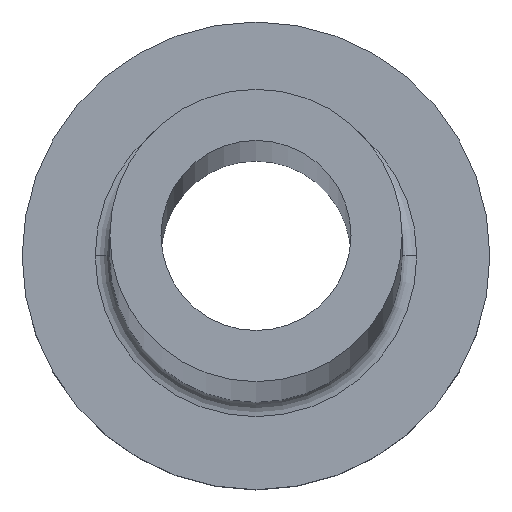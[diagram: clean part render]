
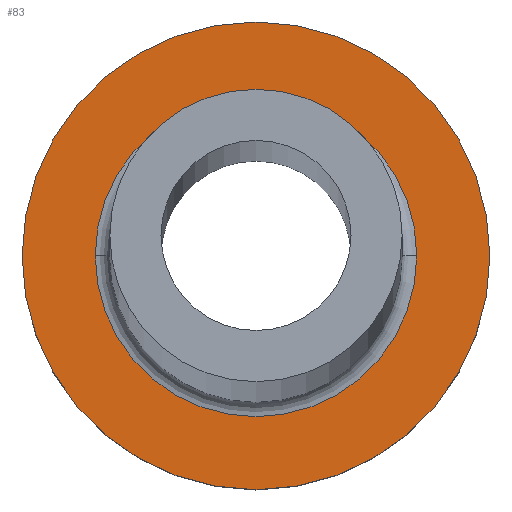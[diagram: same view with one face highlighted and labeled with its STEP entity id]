
A CAD part, top view. The second image highlights one B-rep face of the part: STEP entity #83.
In plain terms, the highlighted planar face has unit normal (0, 0, 1).
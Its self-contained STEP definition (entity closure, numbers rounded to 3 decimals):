
#27 = EDGE_CURVE ( 'NONE', #76, #145, #317, .T. ) ;
#49 = FACE_BOUND ( 'NONE', #189, .T. ) ;
#76 = VERTEX_POINT ( 'NONE', #352 ) ;
#83 = ADVANCED_FACE ( 'NONE', ( #49, #380 ), #314, .T. ) ;
#88 = CARTESIAN_POINT ( 'NONE',  ( 0., 0., 5. ) ) ;
#92 = CARTESIAN_POINT ( 'NONE',  ( 0., 0., 5. ) ) ;
#95 = CARTESIAN_POINT ( 'NONE',  ( -5.5, 0., 5. ) ) ;
#102 = DIRECTION ( 'NONE',  ( 1., 0., 0. ) ) ;
#114 = AXIS2_PLACEMENT_3D ( 'NONE', #88, #170, #319 ) ;
#118 = DIRECTION ( 'NONE',  ( 1., 0., 0. ) ) ;
#119 = CIRCLE ( 'NONE', #166, 5.5 ) ;
#128 = DIRECTION ( 'NONE',  ( 1., 0., 0. ) ) ;
#137 = ORIENTED_EDGE ( 'NONE', *, *, #224, .T. ) ;
#145 = VERTEX_POINT ( 'NONE', #293 ) ;
#148 = AXIS2_PLACEMENT_3D ( 'NONE', #252, #258, #118 ) ;
#166 = AXIS2_PLACEMENT_3D ( 'NONE', #92, #267, #128 ) ;
#170 = DIRECTION ( 'NONE',  ( 0., 0., 1. ) ) ;
#179 = AXIS2_PLACEMENT_3D ( 'NONE', #359, #362, #181 ) ;
#181 = DIRECTION ( 'NONE',  ( 1., 0., 0. ) ) ;
#189 = EDGE_LOOP ( 'NONE', ( #137, #226 ) ) ;
#212 = CIRCLE ( 'NONE', #179, 8. ) ;
#221 = AXIS2_PLACEMENT_3D ( 'NONE', #306, #364, #102 ) ;
#223 = VERTEX_POINT ( 'NONE', #329 ) ;
#224 = EDGE_CURVE ( 'NONE', #223, #275, #119, .T. ) ;
#226 = ORIENTED_EDGE ( 'NONE', *, *, #346, .T. ) ;
#231 = EDGE_LOOP ( 'NONE', ( #368, #303 ) ) ;
#237 = EDGE_CURVE ( 'NONE', #145, #76, #212, .T. ) ;
#252 = CARTESIAN_POINT ( 'NONE',  ( 0., 0., 5. ) ) ;
#258 = DIRECTION ( 'NONE',  ( 0., 0., 1. ) ) ;
#267 = DIRECTION ( 'NONE',  ( 0., 0., -1. ) ) ;
#274 = CIRCLE ( 'NONE', #221, 5.5 ) ;
#275 = VERTEX_POINT ( 'NONE', #95 ) ;
#293 = CARTESIAN_POINT ( 'NONE',  ( 8., 0., 5. ) ) ;
#303 = ORIENTED_EDGE ( 'NONE', *, *, #237, .T. ) ;
#306 = CARTESIAN_POINT ( 'NONE',  ( 0., 0., 5. ) ) ;
#314 = PLANE ( 'NONE',  #114 ) ;
#317 = CIRCLE ( 'NONE', #148, 8. ) ;
#319 = DIRECTION ( 'NONE',  ( 1., 0., 0. ) ) ;
#329 = CARTESIAN_POINT ( 'NONE',  ( 5.5, 0., 5. ) ) ;
#346 = EDGE_CURVE ( 'NONE', #275, #223, #274, .T. ) ;
#352 = CARTESIAN_POINT ( 'NONE',  ( -8., 0., 5. ) ) ;
#359 = CARTESIAN_POINT ( 'NONE',  ( 0., 0., 5. ) ) ;
#362 = DIRECTION ( 'NONE',  ( 0., 0., 1. ) ) ;
#364 = DIRECTION ( 'NONE',  ( 0., 0., -1. ) ) ;
#368 = ORIENTED_EDGE ( 'NONE', *, *, #27, .T. ) ;
#380 = FACE_OUTER_BOUND ( 'NONE', #231, .T. ) ;
